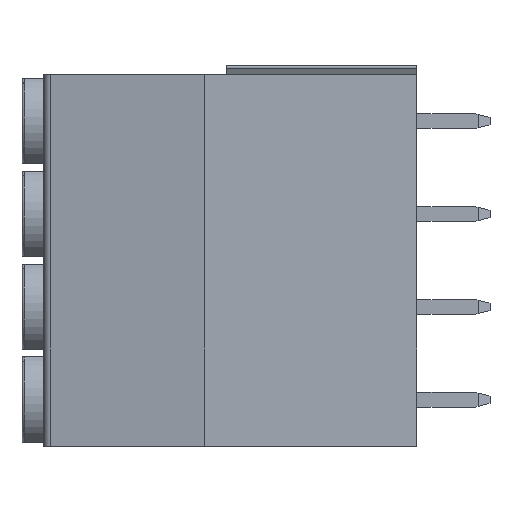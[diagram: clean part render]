
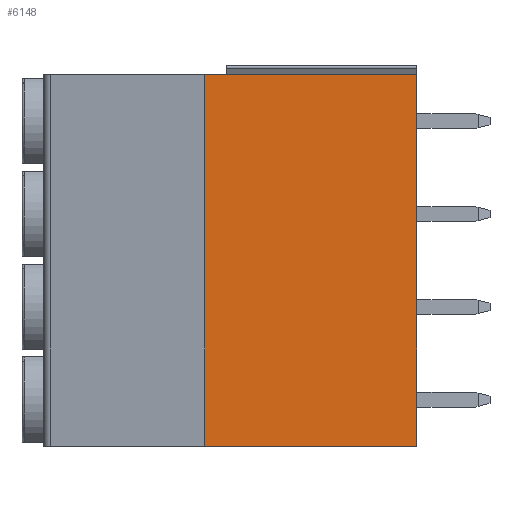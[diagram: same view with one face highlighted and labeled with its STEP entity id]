
A CAD part, left-side view. The second image highlights one B-rep face of the part: STEP entity #6148.
In plain terms, the highlighted planar face has unit normal (-1, 0, 0).
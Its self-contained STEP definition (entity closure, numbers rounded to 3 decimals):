
#27=DIRECTION('',(0.,1.,0.));
#28=VECTOR('',#27,14.5);
#29=CARTESIAN_POINT('',(-7.925,-12.75,3.175));
#30=LINE('',#29,#28);
#229=DIRECTION('',(0.,0.,1.));
#230=VECTOR('',#229,25.4);
#231=CARTESIAN_POINT('',(-7.925,-12.75,-22.225));
#232=LINE('',#231,#230);
#1883=DIRECTION('',(0.,1.,0.));
#1884=VECTOR('',#1883,14.5);
#1885=CARTESIAN_POINT('',(-7.925,-12.75,-22.225));
#1886=LINE('',#1885,#1884);
#2015=DIRECTION('',(0.,0.,1.));
#2016=VECTOR('',#2015,25.4);
#2017=CARTESIAN_POINT('',(-7.925,1.75,-22.225));
#2018=LINE('',#2017,#2016);
#2969=CARTESIAN_POINT('',(-7.925,1.75,3.175));
#2970=VERTEX_POINT('',#2969);
#2971=CARTESIAN_POINT('',(-7.925,-12.75,3.175));
#2972=VERTEX_POINT('',#2971);
#2995=CARTESIAN_POINT('',(-7.925,1.75,-22.225));
#2996=VERTEX_POINT('',#2995);
#2997=CARTESIAN_POINT('',(-7.925,-12.75,-22.225));
#2998=VERTEX_POINT('',#2997);
#6137=CARTESIAN_POINT('',(-7.925,1.75,3.175));
#6138=DIRECTION('',(-1.,0.,0.));
#6139=DIRECTION('',(0.,-1.,0.));
#6140=AXIS2_PLACEMENT_3D('',#6137,#6138,#6139);
#6141=PLANE('',#6140);
#6142=ORIENTED_EDGE('',*,*,#3762,.F.);
#6143=ORIENTED_EDGE('',*,*,#3906,.F.);
#6144=ORIENTED_EDGE('',*,*,#5877,.T.);
#6145=ORIENTED_EDGE('',*,*,#6130,.T.);
#6146=EDGE_LOOP('',(#6142,#6143,#6144,#6145));
#6147=FACE_OUTER_BOUND('',#6146,.F.);
#3762=EDGE_CURVE('',#2972,#2970,#30,.T.);
#3906=EDGE_CURVE('',#2998,#2972,#232,.T.);
#5877=EDGE_CURVE('',#2998,#2996,#1886,.T.);
#6130=EDGE_CURVE('',#2996,#2970,#2018,.T.);
#6148=ADVANCED_FACE('',(#6147),#6141,.T.);
